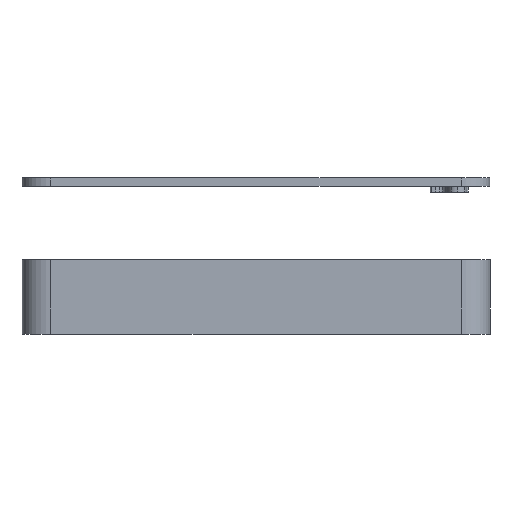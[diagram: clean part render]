
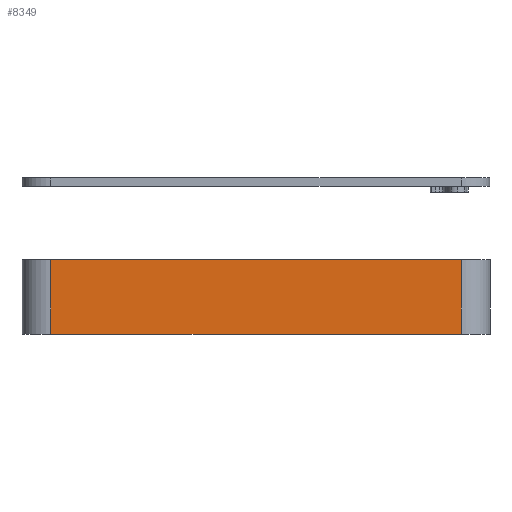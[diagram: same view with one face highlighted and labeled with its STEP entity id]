
A CAD part, left-side view. The second image highlights one B-rep face of the part: STEP entity #8349.
In plain terms, the highlighted planar face has unit normal (-1, 0, 0).
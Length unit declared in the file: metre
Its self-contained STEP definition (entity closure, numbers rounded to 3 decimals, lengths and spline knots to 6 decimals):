
#606=LINE('',#11732,#1259);
#607=LINE('',#11735,#1260);
#608=LINE('',#11737,#1261);
#609=LINE('',#11739,#1262);
#1259=VECTOR('',#9796,1.);
#1260=VECTOR('',#9797,1.);
#1261=VECTOR('',#9798,1.);
#1262=VECTOR('',#9799,1.);
#1903=PLANE('',#9022);
#2423=ORIENTED_EDGE('',*,*,#4759,.F.);
#2424=ORIENTED_EDGE('',*,*,#4760,.T.);
#2425=ORIENTED_EDGE('',*,*,#4761,.T.);
#2426=ORIENTED_EDGE('',*,*,#4762,.T.);
#4759=EDGE_CURVE('',#5978,#5979,#606,.T.);
#4760=EDGE_CURVE('',#5978,#5980,#607,.T.);
#4761=EDGE_CURVE('',#5980,#5981,#608,.T.);
#4762=EDGE_CURVE('',#5981,#5979,#609,.F.);
#5978=VERTEX_POINT('',#11733);
#5979=VERTEX_POINT('',#11734);
#5980=VERTEX_POINT('',#11736);
#5981=VERTEX_POINT('',#11738);
#7032=EDGE_LOOP('',(#2423,#2424,#2425,#2426));
#7711=FACE_BOUND('',#7032,.T.);
#8349=ADVANCED_FACE('',(#7711),#1903,.F.);
#9022=AXIS2_PLACEMENT_3D('',#11731,#9794,#9795);
#9794=DIRECTION('',(1.,0.,0.));
#9795=DIRECTION('',(0.,1.,0.));
#9796=DIRECTION('',(0.,-1.,0.));
#9797=DIRECTION('',(0.,0.,-1.));
#9798=DIRECTION('',(0.,-1.,0.));
#9799=DIRECTION('',(0.,0.,-1.));
#11731=CARTESIAN_POINT('',(-0.040956,0.,0.013));
#11732=CARTESIAN_POINT('',(-0.040956,0.,0.013));
#11733=CARTESIAN_POINT('',(-0.040956,0.035956,0.013));
#11734=CARTESIAN_POINT('',(-0.040956,-0.035956,0.013));
#11735=CARTESIAN_POINT('',(-0.040956,0.035956,0.));
#11736=CARTESIAN_POINT('',(-0.040956,0.035956,0.));
#11737=CARTESIAN_POINT('',(-0.040956,0.,0.));
#11738=CARTESIAN_POINT('',(-0.040956,-0.035956,0.));
#11739=CARTESIAN_POINT('',(-0.040956,-0.035956,0.013));
